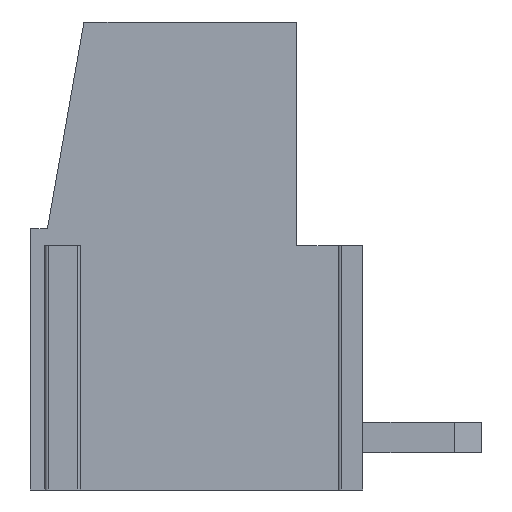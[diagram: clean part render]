
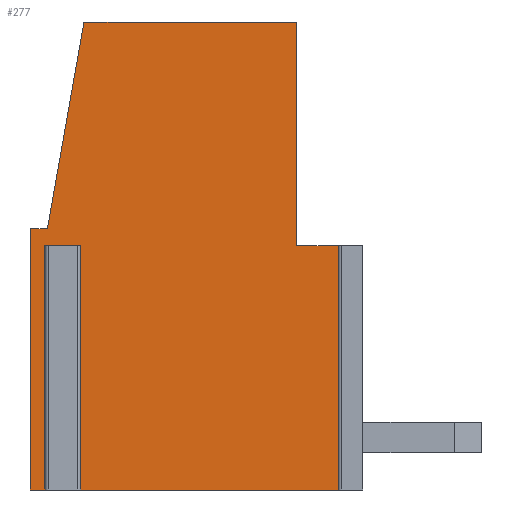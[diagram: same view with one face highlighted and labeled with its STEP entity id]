
A CAD part, left-side view. The second image highlights one B-rep face of the part: STEP entity #277.
In plain terms, the highlighted planar face has unit normal (-1, 0, 0).
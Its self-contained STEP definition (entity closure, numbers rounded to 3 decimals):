
#277 = ADVANCED_FACE( '', ( #595 ), #596, .F. );
#595 = FACE_OUTER_BOUND( '', #951, .T. );
#596 = PLANE( '', #952 );
#951 = EDGE_LOOP( '', ( #1674, #1675, #1676, #1677, #1678, #1679, #1680, #1681, #1682, #1683, #1684, #1685 ) );
#952 = AXIS2_PLACEMENT_3D( '', #1686, #1687, #1688 );
#1674 = ORIENTED_EDGE( '', *, *, #2368, .T. );
#1675 = ORIENTED_EDGE( '', *, *, #2211, .T. );
#1676 = ORIENTED_EDGE( '', *, *, #2120, .T. );
#1677 = ORIENTED_EDGE( '', *, *, #2352, .F. );
#1678 = ORIENTED_EDGE( '', *, *, #2369, .T. );
#1679 = ORIENTED_EDGE( '', *, *, #2283, .F. );
#1680 = ORIENTED_EDGE( '', *, *, #2331, .T. );
#1681 = ORIENTED_EDGE( '', *, *, #2349, .F. );
#1682 = ORIENTED_EDGE( '', *, *, #2370, .T. );
#1683 = ORIENTED_EDGE( '', *, *, #2253, .T. );
#1684 = ORIENTED_EDGE( '', *, *, #2371, .T. );
#1685 = ORIENTED_EDGE( '', *, *, #2372, .T. );
#1686 = CARTESIAN_POINT( '', ( -15., 0., -1.38 ) );
#1687 = DIRECTION( '', ( 1., 0., 0. ) );
#1688 = DIRECTION( '', ( 0., -1., 0. ) );
#2120 = EDGE_CURVE( '', #2525, #2530, #2532, .T. );
#2211 = EDGE_CURVE( '', #2682, #2525, #2684, .T. );
#2253 = EDGE_CURVE( '', #2750, #2748, #2751, .T. );
#2283 = EDGE_CURVE( '', #2796, #2797, #2798, .T. );
#2331 = EDGE_CURVE( '', #2796, #2862, #2864, .T. );
#2349 = EDGE_CURVE( '', #2885, #2862, #2887, .T. );
#2352 = EDGE_CURVE( '', #2890, #2530, #2892, .T. );
#2368 = EDGE_CURVE( '', #2912, #2682, #2913, .T. );
#2369 = EDGE_CURVE( '', #2890, #2797, #2914, .T. );
#2370 = EDGE_CURVE( '', #2885, #2750, #2915, .T. );
#2371 = EDGE_CURVE( '', #2748, #2916, #2917, .T. );
#2372 = EDGE_CURVE( '', #2916, #2912, #2918, .T. );
#2525 = VERTEX_POINT( '', #3108 );
#2530 = VERTEX_POINT( '', #3115 );
#2532 = LINE( '', #3118, #3119 );
#2682 = VERTEX_POINT( '', #3335 );
#2684 = LINE( '', #3338, #3339 );
#2748 = VERTEX_POINT( '', #3426 );
#2750 = VERTEX_POINT( '', #3429 );
#2751 = LINE( '', #3430, #3431 );
#2796 = VERTEX_POINT( '', #3496 );
#2797 = VERTEX_POINT( '', #3497 );
#2798 = LINE( '', #3498, #3499 );
#2862 = VERTEX_POINT( '', #3596 );
#2864 = LINE( '', #3599, #3600 );
#2885 = VERTEX_POINT( '', #3631 );
#2887 = LINE( '', #3634, #3635 );
#2890 = VERTEX_POINT( '', #3638 );
#2892 = LINE( '', #3641, #3642 );
#2912 = VERTEX_POINT( '', #3673 );
#2913 = LINE( '', #3674, #3675 );
#2914 = LINE( '', #3676, #3677 );
#2915 = LINE( '', #3678, #3679 );
#2916 = VERTEX_POINT( '', #3680 );
#2917 = LINE( '', #3681, #3682 );
#2918 = LINE( '', #3683, #3684 );
#3108 = CARTESIAN_POINT( '', ( -15., 0., 7.7 ) );
#3115 = CARTESIAN_POINT( '', ( -15., 0., 0. ) );
#3118 = CARTESIAN_POINT( '', ( -15., 0., -11.5 ) );
#3119 = VECTOR( '', #3862, 1000. );
#3335 = CARTESIAN_POINT( '', ( -15., -0.5, 7.7 ) );
#3338 = CARTESIAN_POINT( '', ( -15., 0., 7.7 ) );
#3339 = VECTOR( '', #3951, 1000. );
#3426 = CARTESIAN_POINT( '', ( -15., -7.85, 7.2 ) );
#3429 = CARTESIAN_POINT( '', ( -15., -9.346, 7.2 ) );
#3430 = CARTESIAN_POINT( '', ( -15., 0., 7.2 ) );
#3431 = VECTOR( '', #4000, 1000. );
#3496 = CARTESIAN_POINT( '', ( -15., -1.204, 7.2 ) );
#3497 = CARTESIAN_POINT( '', ( -15., -0.696, 7.2 ) );
#3498 = CARTESIAN_POINT( '', ( -15., 0., 7.2 ) );
#3499 = VECTOR( '', #4027, 1000. );
#3596 = CARTESIAN_POINT( '', ( -15., -1.204, 0. ) );
#3599 = CARTESIAN_POINT( '', ( -15., -1.204, -11.5 ) );
#3600 = VECTOR( '', #4065, 1000. );
#3631 = CARTESIAN_POINT( '', ( -15., -9.346, 0. ) );
#3634 = CARTESIAN_POINT( '', ( -15., 0., 0. ) );
#3635 = VECTOR( '', #4080, 1000. );
#3638 = CARTESIAN_POINT( '', ( -15., -0.696, 0. ) );
#3641 = CARTESIAN_POINT( '', ( -15., 0., 0. ) );
#3642 = VECTOR( '', #4085, 1000. );
#3673 = CARTESIAN_POINT( '', ( -15., -1.576, 13.8 ) );
#3674 = CARTESIAN_POINT( '', ( -15., 2.885, -11.5 ) );
#3675 = VECTOR( '', #4097, 1000. );
#3676 = CARTESIAN_POINT( '', ( -15., -0.696, -11.5 ) );
#3677 = VECTOR( '', #4098, 1000. );
#3678 = CARTESIAN_POINT( '', ( -15., -9.346, -11.5 ) );
#3679 = VECTOR( '', #4099, 1000. );
#3680 = CARTESIAN_POINT( '', ( -15., -7.85, 13.8 ) );
#3681 = CARTESIAN_POINT( '', ( -15., -7.85, -11.5 ) );
#3682 = VECTOR( '', #4100, 1000. );
#3683 = CARTESIAN_POINT( '', ( -15., 0., 13.8 ) );
#3684 = VECTOR( '', #4101, 1000. );
#3862 = DIRECTION( '', ( 0., 0., -1. ) );
#3951 = DIRECTION( '', ( 0., 1., 0. ) );
#4000 = DIRECTION( '', ( 0., 1., 0. ) );
#4027 = DIRECTION( '', ( 0., 1., 0. ) );
#4065 = DIRECTION( '', ( 0., 0., -1. ) );
#4080 = DIRECTION( '', ( 0., 1., 0. ) );
#4085 = DIRECTION( '', ( 0., 1., 0. ) );
#4097 = DIRECTION( '', ( 0., 0.174, -0.985 ) );
#4098 = DIRECTION( '', ( 0., 0., 1. ) );
#4099 = DIRECTION( '', ( 0., 0., 1. ) );
#4100 = DIRECTION( '', ( 0., 0., 1. ) );
#4101 = DIRECTION( '', ( 0., 1., 0. ) );
